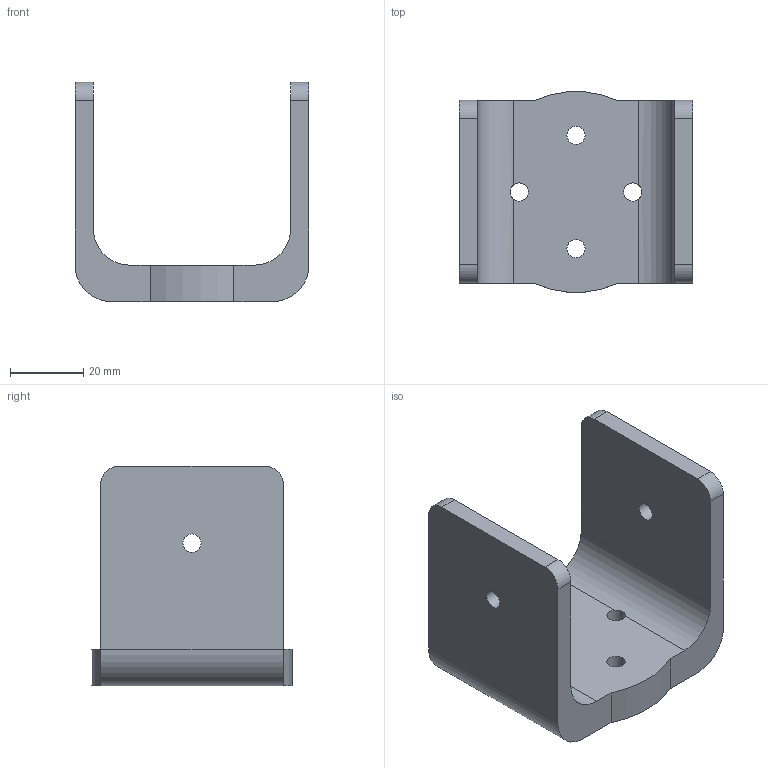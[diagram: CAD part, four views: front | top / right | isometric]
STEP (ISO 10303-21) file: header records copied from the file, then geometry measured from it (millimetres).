
FILE_DESCRIPTION(/* description */ ('STEP AP214'),/* implementation_level */ '2;1');
FILE_NAME(/* name */ '688750abb0486569e7aa359b',/* time_stamp */ '2025-07-28T10:27:56Z',/* author */ (''),/* organization */ (''),/* preprocessor_version */ 'ST-DEVELOPER v20',/* originating_system */ 'ONSHAPE BY PTC INC, 1.201',/* authorisation */ ' ');
FILE_SCHEMA (('AUTOMOTIVE_DESIGN {1 0 10303 214 3 1 1}'));
Length unit declared in the file: metre
Products named in the file (1): Part 1
Bounding box: 64 x 54.8 x 60 mm (x, y, z)
Volume: 56681.8 mm3; surface area: 19454.4 mm2
Topology: 1 solids, 1 shells, 28 faces, 88 edges, 60 vertices
Faces by surface type: cylinder 16, plane 12
Full cylindrical faces by diameter (mm): 5 x6
Entity records: 970 total; most frequent: CARTESIAN_POINT 167, DIRECTION 164, ORIENTED_EDGE 152, EDGE_CURVE 76, AXIS2_PLACEMENT_3D 61, VERTEX_POINT 54, EDGE_LOOP 44, FACE_BOUND 44
